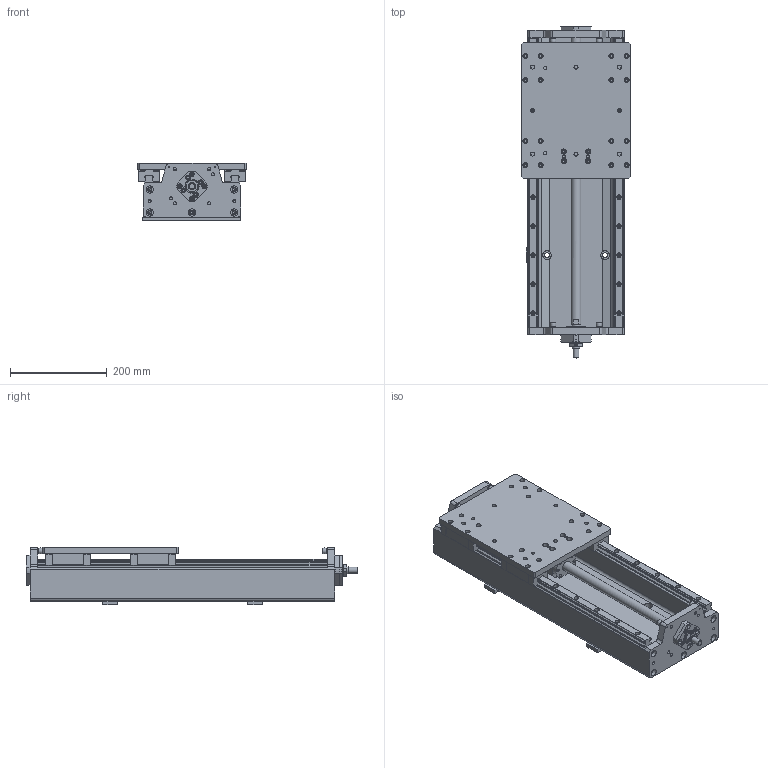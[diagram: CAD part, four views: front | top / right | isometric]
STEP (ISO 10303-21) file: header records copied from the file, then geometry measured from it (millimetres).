
FILE_DESCRIPTION((''),'2;1');
FILE_NAME('KK-HD-225-20-20XX-0600.stp','2009-03-21T11:38:42',('kurt'),(''),'Autodesk Inventor 2008','Autodesk Inventor 2008','');
FILE_SCHEMA(('AUTOMOTIVE_DESIGN { 1 0 10303 214 1 1 1 1 }'));
Length unit declared in the file: millimetre
Products named in the file (1): Part268
Bounding box: 225 x 687 x 120 mm (x, y, z)
Volume: 6356060.2 mm3; surface area: 816288.1 mm2
Topology: 1 solids, 21 shells, 2334 faces, 6189 edges, 4080 vertices
Faces by surface type: plane 1543, cylinder 423, bspline 247, cone 105, torus 16
Full cylindrical faces by diameter (mm): 2.459 x4, 3 x5, 3.5 x4, 4.134 x28, 4.917 x10, 5 x16, 5.5 x28, 6 x34, 6.6 x14, 6.647 x10, 7.5 x4, 8.376 x8, 9 x10, 9.5 x32, 10 x16, 10.106 x4, 11 x12, 12 x1, 14.3 x1, 15 x14, 18 x5, 20 x2, 20.44 x4, 20.5 x1, 20.733 x2, 21 x1, 26.56 x4, 28 x2, 30.8 x2, 32 x1
Entity records: 76795 total; most frequent: CARTESIAN_POINT 19143, ORIENTED_EDGE 11424, DIRECTION 10388, EDGE_CURVE 5712, VECTOR 4172, LINE 4172, VERTEX_POINT 3978, AXIS2_PLACEMENT_3D 3108
